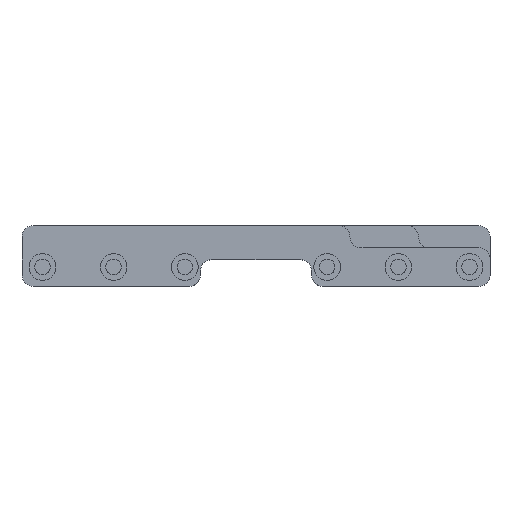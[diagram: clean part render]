
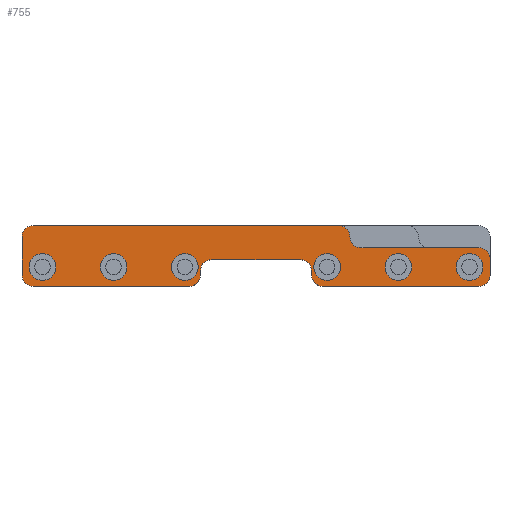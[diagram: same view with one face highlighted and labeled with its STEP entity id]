
A CAD part, top view. The second image highlights one B-rep face of the part: STEP entity #755.
In plain terms, the highlighted planar face has unit normal (0, 0, 1).
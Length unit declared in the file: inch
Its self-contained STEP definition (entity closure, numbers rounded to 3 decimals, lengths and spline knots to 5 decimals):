
#312=CARTESIAN_POINT('',(2.00787,-0.09843,0.73622));
#313=VERTEX_POINT('',#312);
#314=CARTESIAN_POINT('',(1.88976,-0.09843,0.73622));
#315=DIRECTION('',(0.0,0.0,-1.0));
#316=DIRECTION('',(-1.0,0.0,0.0));
#317=AXIS2_PLACEMENT_3D('',#314,#315,#316);
#318=CIRCLE('',#317,0.11811);
#319=EDGE_CURVE('',#313,#313,#318,.T.);
#352=CARTESIAN_POINT('',(1.37795,-0.09843,0.73622));
#353=VERTEX_POINT('',#352);
#354=CARTESIAN_POINT('',(1.25984,-0.09843,0.73622));
#355=DIRECTION('',(0.0,0.0,-1.0));
#356=DIRECTION('',(-1.0,0.0,0.0));
#357=AXIS2_PLACEMENT_3D('',#354,#355,#356);
#358=CIRCLE('',#357,0.11811);
#359=EDGE_CURVE('',#353,#353,#358,.T.);
#392=CARTESIAN_POINT('',(0.74803,-0.09843,0.73622));
#393=VERTEX_POINT('',#392);
#394=CARTESIAN_POINT('',(0.62992,-0.09843,0.73622));
#395=DIRECTION('',(0.0,0.0,-1.0));
#396=DIRECTION('',(-1.0,0.0,0.0));
#397=AXIS2_PLACEMENT_3D('',#394,#395,#396);
#398=CIRCLE('',#397,0.11811);
#399=EDGE_CURVE('',#393,#393,#398,.T.);
#432=CARTESIAN_POINT('',(-0.51181,-0.09843,0.73622));
#433=VERTEX_POINT('',#432);
#434=CARTESIAN_POINT('',(-0.62992,-0.09843,0.73622));
#435=DIRECTION('',(0.0,0.0,-1.0));
#436=DIRECTION('',(-1.0,0.0,0.0));
#437=AXIS2_PLACEMENT_3D('',#434,#435,#436);
#438=CIRCLE('',#437,0.11811);
#439=EDGE_CURVE('',#433,#433,#438,.T.);
#472=CARTESIAN_POINT('',(-1.14173,-0.09843,0.73622));
#473=VERTEX_POINT('',#472);
#474=CARTESIAN_POINT('',(-1.25984,-0.09843,0.73622));
#475=DIRECTION('',(0.0,0.0,-1.0));
#476=DIRECTION('',(-1.0,0.0,0.0));
#477=AXIS2_PLACEMENT_3D('',#474,#475,#476);
#478=CIRCLE('',#477,0.11811);
#479=EDGE_CURVE('',#473,#473,#478,.T.);
#512=CARTESIAN_POINT('',(-1.77165,-0.09843,0.73622));
#513=VERTEX_POINT('',#512);
#514=CARTESIAN_POINT('',(-1.88976,-0.09843,0.73622));
#515=DIRECTION('',(0.0,0.0,-1.0));
#516=DIRECTION('',(-1.0,0.0,0.0));
#517=AXIS2_PLACEMENT_3D('',#514,#515,#516);
#518=CIRCLE('',#517,0.11811);
#519=EDGE_CURVE('',#513,#513,#518,.T.);
#541=CARTESIAN_POINT('',(1.97244,0.07283,0.73622));
#542=VERTEX_POINT('',#541);
#543=CARTESIAN_POINT('',(2.07087,-0.02559,0.73622));
#544=VERTEX_POINT('',#543);
#545=CARTESIAN_POINT('',(1.97244,-0.02559,0.73622));
#546=DIRECTION('',(0.0,0.0,-1.0));
#547=DIRECTION('',(0.707,0.707,0.0));
#548=AXIS2_PLACEMENT_3D('',#545,#546,#547);
#549=CIRCLE('',#548,0.09843);
#550=EDGE_CURVE('',#542,#544,#549,.T.);
#578=CARTESIAN_POINT('',(0.,0.01636,0.73622));
#579=DIRECTION('',(0.0,0.0,1.0));
#580=DIRECTION('',(1.0,0.0,0.0));
#581=AXIS2_PLACEMENT_3D('',#578,#579,#580);
#582=PLANE('',#581);
#583=ORIENTED_EDGE('',*,*,#550,.F.);
#584=CARTESIAN_POINT('',(0.92913,0.07283,0.73622));
#585=VERTEX_POINT('',#584);
#586=CARTESIAN_POINT('',(1.97244,0.07283,0.73622));
#587=DIRECTION('',(-1.0,0.0,0.0));
#588=VECTOR('',#587,1.04331);
#589=LINE('',#586,#588);
#590=EDGE_CURVE('',#542,#585,#589,.T.);
#591=ORIENTED_EDGE('',*,*,#590,.T.);
#592=CARTESIAN_POINT('',(0.83071,0.17126,0.73622));
#593=VERTEX_POINT('',#592);
#594=CARTESIAN_POINT('',(0.92913,0.17126,0.73622));
#595=DIRECTION('',(0.,0.,1.0));
#596=DIRECTION('',(-0.707,-0.707,0.));
#597=AXIS2_PLACEMENT_3D('',#594,#595,#596);
#598=CIRCLE('',#597,0.09843);
#599=EDGE_CURVE('',#593,#585,#598,.T.);
#600=ORIENTED_EDGE('',*,*,#599,.F.);
#601=CARTESIAN_POINT('',(0.73228,0.26969,0.73622));
#602=VERTEX_POINT('',#601);
#603=CARTESIAN_POINT('',(0.73228,0.17126,0.73622));
#604=DIRECTION('',(0.,0.,-1.0));
#605=DIRECTION('',(0.707,0.707,0.));
#606=AXIS2_PLACEMENT_3D('',#603,#604,#605);
#607=CIRCLE('',#606,0.09843);
#608=EDGE_CURVE('',#602,#593,#607,.T.);
#609=ORIENTED_EDGE('',*,*,#608,.F.);
#610=CARTESIAN_POINT('',(-1.97244,0.26969,0.73622));
#611=VERTEX_POINT('',#610);
#612=CARTESIAN_POINT('',(-1.97244,0.26969,0.73622));
#613=DIRECTION('',(1.0,0.0,0.0));
#614=VECTOR('',#613,2.70472);
#615=LINE('',#612,#614);
#616=EDGE_CURVE('',#611,#602,#615,.T.);
#617=ORIENTED_EDGE('',*,*,#616,.F.);
#618=CARTESIAN_POINT('',(-2.07087,0.17126,0.73622));
#619=VERTEX_POINT('',#618);
#620=CARTESIAN_POINT('',(-1.97244,0.17126,0.73622));
#621=DIRECTION('',(0.0,0.0,-1.0));
#622=DIRECTION('',(-0.707,0.707,0.0));
#623=AXIS2_PLACEMENT_3D('',#620,#621,#622);
#624=CIRCLE('',#623,0.09843);
#625=EDGE_CURVE('',#619,#611,#624,.T.);
#626=ORIENTED_EDGE('',*,*,#625,.F.);
#627=CARTESIAN_POINT('',(-2.07087,-0.17126,0.73622));
#628=VERTEX_POINT('',#627);
#629=CARTESIAN_POINT('',(-2.07087,-0.17126,0.73622));
#630=DIRECTION('',(0.0,1.0,0.0));
#631=VECTOR('',#630,0.34252);
#632=LINE('',#629,#631);
#633=EDGE_CURVE('',#628,#619,#632,.T.);
#634=ORIENTED_EDGE('',*,*,#633,.F.);
#635=CARTESIAN_POINT('',(-1.97244,-0.26969,0.73622));
#636=VERTEX_POINT('',#635);
#637=CARTESIAN_POINT('',(-1.97244,-0.17126,0.73622));
#638=DIRECTION('',(0.0,0.0,-1.0));
#639=DIRECTION('',(-0.707,-0.707,0.0));
#640=AXIS2_PLACEMENT_3D('',#637,#638,#639);
#641=CIRCLE('',#640,0.09843);
#642=EDGE_CURVE('',#636,#628,#641,.T.);
#643=ORIENTED_EDGE('',*,*,#642,.F.);
#644=CARTESIAN_POINT('',(-0.59055,-0.26969,0.73622));
#645=VERTEX_POINT('',#644);
#646=CARTESIAN_POINT('',(-0.59055,-0.26969,0.73622));
#647=DIRECTION('',(-1.0,0.0,0.0));
#648=VECTOR('',#647,1.38189);
#649=LINE('',#646,#648);
#650=EDGE_CURVE('',#645,#636,#649,.T.);
#651=ORIENTED_EDGE('',*,*,#650,.F.);
#652=CARTESIAN_POINT('',(-0.49213,-0.17126,0.73622));
#653=VERTEX_POINT('',#652);
#654=CARTESIAN_POINT('',(-0.59055,-0.17126,0.73622));
#655=DIRECTION('',(0.0,0.0,-1.0));
#656=DIRECTION('',(0.707,-0.707,0.0));
#657=AXIS2_PLACEMENT_3D('',#654,#655,#656);
#658=CIRCLE('',#657,0.09843);
#659=EDGE_CURVE('',#653,#645,#658,.T.);
#660=ORIENTED_EDGE('',*,*,#659,.F.);
#661=CARTESIAN_POINT('',(-0.49213,-0.13189,0.73622));
#662=VERTEX_POINT('',#661);
#663=CARTESIAN_POINT('',(-0.49213,-0.13189,0.73622));
#664=DIRECTION('',(0.0,-1.0,0.0));
#665=VECTOR('',#664,0.03937);
#666=LINE('',#663,#665);
#667=EDGE_CURVE('',#662,#653,#666,.T.);
#668=ORIENTED_EDGE('',*,*,#667,.F.);
#669=CARTESIAN_POINT('',(-0.3937,-0.03346,0.73622));
#670=VERTEX_POINT('',#669);
#671=CARTESIAN_POINT('',(-0.3937,-0.13189,0.73622));
#672=DIRECTION('',(0.0,0.0,1.0));
#673=DIRECTION('',(-0.707,0.707,0.0));
#674=AXIS2_PLACEMENT_3D('',#671,#672,#673);
#675=CIRCLE('',#674,0.09843);
#676=EDGE_CURVE('',#670,#662,#675,.T.);
#677=ORIENTED_EDGE('',*,*,#676,.F.);
#678=CARTESIAN_POINT('',(0.3937,-0.03346,0.73622));
#679=VERTEX_POINT('',#678);
#680=CARTESIAN_POINT('',(0.3937,-0.03346,0.73622));
#681=DIRECTION('',(-1.0,0.0,0.0));
#682=VECTOR('',#681,0.7874);
#683=LINE('',#680,#682);
#684=EDGE_CURVE('',#679,#670,#683,.T.);
#685=ORIENTED_EDGE('',*,*,#684,.F.);
#686=CARTESIAN_POINT('',(0.49213,-0.13189,0.73622));
#687=VERTEX_POINT('',#686);
#688=CARTESIAN_POINT('',(0.3937,-0.13189,0.73622));
#689=DIRECTION('',(0.0,0.0,1.0));
#690=DIRECTION('',(0.707,0.707,0.0));
#691=AXIS2_PLACEMENT_3D('',#688,#689,#690);
#692=CIRCLE('',#691,0.09843);
#693=EDGE_CURVE('',#687,#679,#692,.T.);
#694=ORIENTED_EDGE('',*,*,#693,.F.);
#695=CARTESIAN_POINT('',(0.49213,-0.17126,0.73622));
#696=VERTEX_POINT('',#695);
#697=CARTESIAN_POINT('',(0.49213,-0.17126,0.73622));
#698=DIRECTION('',(0.0,1.0,0.0));
#699=VECTOR('',#698,0.03937);
#700=LINE('',#697,#699);
#701=EDGE_CURVE('',#696,#687,#700,.T.);
#702=ORIENTED_EDGE('',*,*,#701,.F.);
#703=CARTESIAN_POINT('',(0.59055,-0.26969,0.73622));
#704=VERTEX_POINT('',#703);
#705=CARTESIAN_POINT('',(0.59055,-0.17126,0.73622));
#706=DIRECTION('',(0.0,0.0,-1.0));
#707=DIRECTION('',(-0.707,-0.707,0.0));
#708=AXIS2_PLACEMENT_3D('',#705,#706,#707);
#709=CIRCLE('',#708,0.09843);
#710=EDGE_CURVE('',#704,#696,#709,.T.);
#711=ORIENTED_EDGE('',*,*,#710,.F.);
#712=CARTESIAN_POINT('',(1.97244,-0.26969,0.73622));
#713=VERTEX_POINT('',#712);
#714=CARTESIAN_POINT('',(1.97244,-0.26969,0.73622));
#715=DIRECTION('',(-1.0,0.0,0.0));
#716=VECTOR('',#715,1.38189);
#717=LINE('',#714,#716);
#718=EDGE_CURVE('',#713,#704,#717,.T.);
#719=ORIENTED_EDGE('',*,*,#718,.F.);
#720=CARTESIAN_POINT('',(2.07087,-0.17126,0.73622));
#721=VERTEX_POINT('',#720);
#722=CARTESIAN_POINT('',(1.97244,-0.17126,0.73622));
#723=DIRECTION('',(0.0,0.0,-1.0));
#724=DIRECTION('',(0.707,-0.707,0.0));
#725=AXIS2_PLACEMENT_3D('',#722,#723,#724);
#726=CIRCLE('',#725,0.09843);
#727=EDGE_CURVE('',#721,#713,#726,.T.);
#728=ORIENTED_EDGE('',*,*,#727,.F.);
#729=CARTESIAN_POINT('',(2.07087,-0.02559,0.73622));
#730=DIRECTION('',(0.0,-1.0,0.0));
#731=VECTOR('',#730,0.14567);
#732=LINE('',#729,#731);
#733=EDGE_CURVE('',#544,#721,#732,.T.);
#734=ORIENTED_EDGE('',*,*,#733,.F.);
#735=EDGE_LOOP('',(#583,#591,#600,#609,#617,#626,#634,#643,#651,#660,#668,#677,#685,#694,#702,#711,#719,#728,#734));
#736=FACE_OUTER_BOUND('',#735,.T.);
#737=ORIENTED_EDGE('',*,*,#319,.T.);
#738=EDGE_LOOP('',(#737));
#739=FACE_BOUND('',#738,.T.);
#740=ORIENTED_EDGE('',*,*,#359,.T.);
#741=EDGE_LOOP('',(#740));
#742=FACE_BOUND('',#741,.T.);
#743=ORIENTED_EDGE('',*,*,#399,.T.);
#744=EDGE_LOOP('',(#743));
#745=FACE_BOUND('',#744,.T.);
#746=ORIENTED_EDGE('',*,*,#439,.T.);
#747=EDGE_LOOP('',(#746));
#748=FACE_BOUND('',#747,.T.);
#749=ORIENTED_EDGE('',*,*,#479,.T.);
#750=EDGE_LOOP('',(#749));
#751=FACE_BOUND('',#750,.T.);
#752=ORIENTED_EDGE('',*,*,#519,.T.);
#753=EDGE_LOOP('',(#752));
#754=FACE_BOUND('',#753,.T.);
#755=ADVANCED_FACE('',(#736,#739,#742,#745,#748,#751,#754),#582,.T.);
